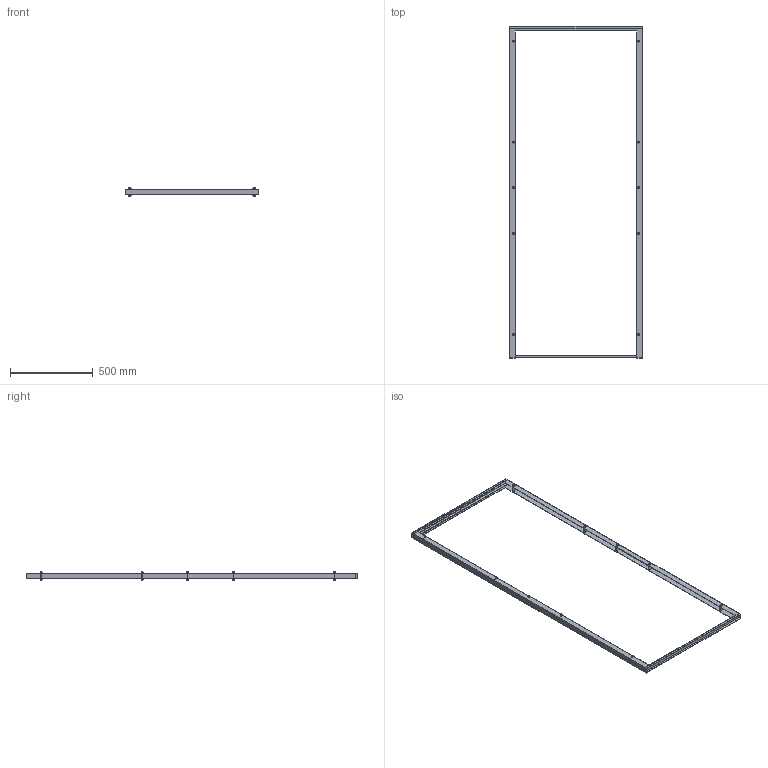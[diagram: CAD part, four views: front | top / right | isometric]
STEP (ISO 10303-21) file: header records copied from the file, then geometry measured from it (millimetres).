
FILE_DESCRIPTION (( 'STEP AP214' ), '1' );
FILE_NAME ('0395-8020-00-87.step', '2023-01-11T08:23:23', ( '' ), ( '' ), 'SwSTEP 2.0', 'SolidWorks 2019', '' );
FILE_SCHEMA (( 'AUTOMOTIVE_DESIGN' ));
Length unit declared in the file: millimetre
Products named in the file (1): 0395-8020-00-87
Bounding box: 800 x 2000 x 60 mm (x, y, z)
Volume: 1059516.2 mm3; surface area: 1082535.8 mm2
Topology: 21 solids, 21 shells, 673 faces, 1712 edges, 1140 vertices
Faces by surface type: plane 433, cylinder 240
Entity records: 25369 total; most frequent: DIRECTION 3540, CARTESIAN_POINT 3526, ORIENTED_EDGE 3424, EDGE_CURVE 1712, LINE 1232, VECTOR 1232, AXIS2_PLACEMENT_3D 1154, VERTEX_POINT 1140
